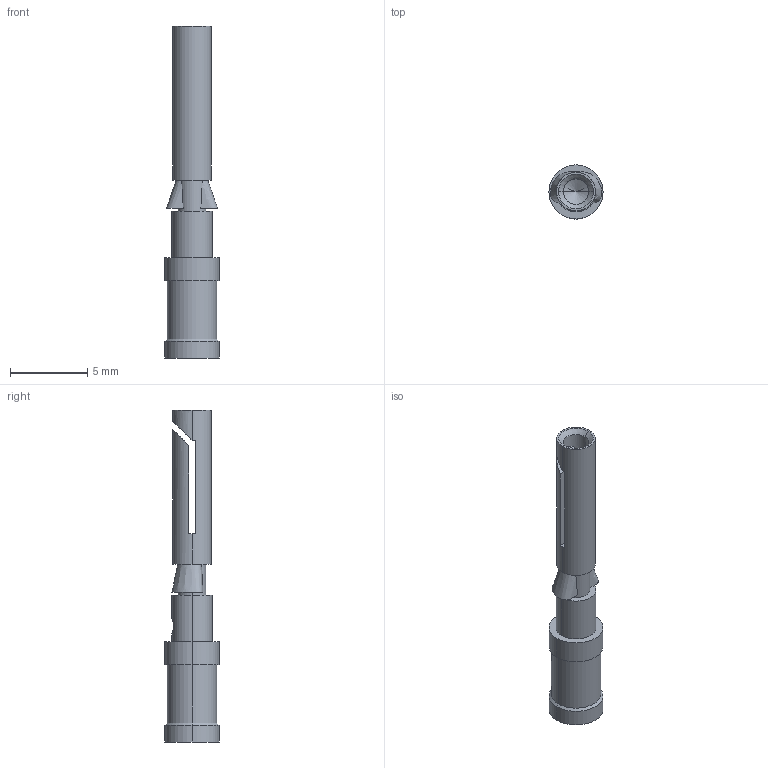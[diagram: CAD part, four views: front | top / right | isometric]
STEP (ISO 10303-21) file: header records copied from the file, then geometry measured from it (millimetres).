
FILE_DESCRIPTION (( 'STEP AP203' ), '1' );
FILE_NAME ('14103664.step', '2025-03-19T11:46:30', ( '' ), ( '' ), 'SwSTEP 2.0', 'SolidWorks 2024', '' );
FILE_SCHEMA (( 'CONFIG_CONTROL_DESIGN' ));
Length unit declared in the file: millimetre
Products named in the file (1): 14103664
Bounding box: 3.5 x 3.5 x 21.5 mm (x, y, z)
Volume: 80.4 mm3; surface area: 308 mm2
Topology: 1 solids, 1 shells, 52 faces, 123 edges, 72 vertices
Faces by surface type: cylinder 22, plane 17, cone 12, bspline 1
Entity records: 1787 total; most frequent: CARTESIAN_POINT 515, DIRECTION 266, ORIENTED_EDGE 238, EDGE_CURVE 119, AXIS2_PLACEMENT_3D 107, VERTEX_POINT 72, EDGE_LOOP 59, CIRCLE 55
